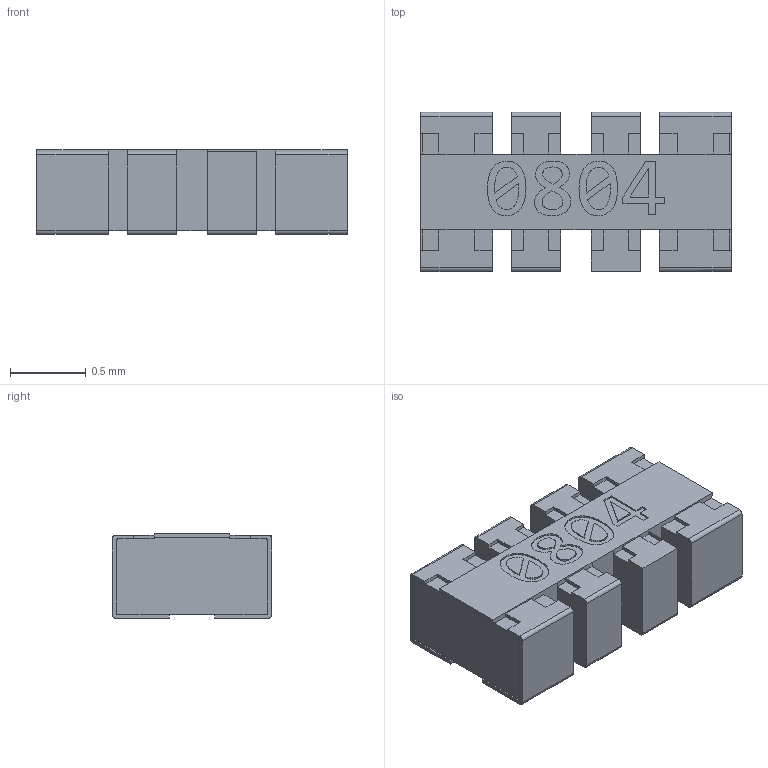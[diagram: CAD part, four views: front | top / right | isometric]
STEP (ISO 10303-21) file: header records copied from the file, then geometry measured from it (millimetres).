
FILE_DESCRIPTION(/* description */ (''),/* implementation_level */ '2;1');
FILE_NAME(/* name */ 'RESNET - 0804 Convex.step',/* time_stamp */ '2019-11-25T07:20:25+00:00',/* author */ (''),/* organization */ (''),/* preprocessor_version */ 'ST-DEVELOPER v18',/* originating_system */ 'Autodesk Translation Framework v8.12.0.6',/* authorisation */ '');
FILE_SCHEMA (('AUTOMOTIVE_DESIGN { 1 0 10303 214 3 1 1 }'));
Length unit declared in the file: millimetre
Products named in the file (1): Yageo - YC124 - 0804 Convex
Bounding box: 2.05 x 1.05 x 0.56 mm (x, y, z)
Volume: 1 mm3; surface area: 9.3 mm2
Topology: 1 solids, 1 shells, 308 faces, 871 edges, 576 vertices
Faces by surface type: plane 161, bspline 124, cylinder 23
Entity records: 11117 total; most frequent: CARTESIAN_POINT 3864, ORIENTED_EDGE 1742, DIRECTION 1040, EDGE_CURVE 871, LINE 576, VECTOR 576, VERTEX_POINT 576, EDGE_LOOP 319
